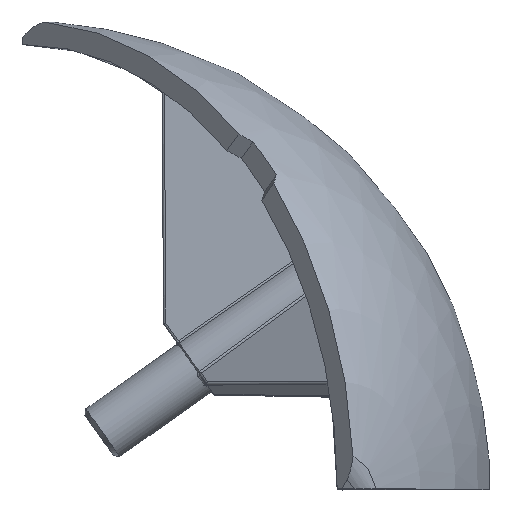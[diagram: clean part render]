
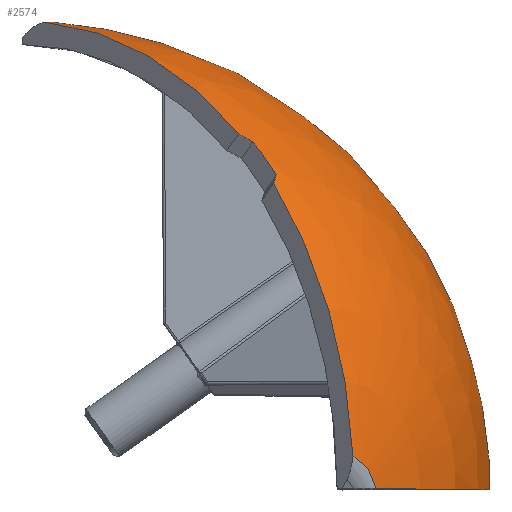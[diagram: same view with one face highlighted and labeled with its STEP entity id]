
A CAD part, top view. The second image highlights one B-rep face of the part: STEP entity #2574.
In plain terms, the highlighted spherical face has radius 40 mm.
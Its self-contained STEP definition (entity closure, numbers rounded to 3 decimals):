
#5 = CARTESIAN_POINT ( 'NONE',  ( 28.214, 2.81, -28.214 ) ) ;
#81 = CARTESIAN_POINT ( 'NONE',  ( 28.648, 2.463, 27.816 ) ) ;
#98 = CARTESIAN_POINT ( 'NONE',  ( 2.415, 39.926, 0.331 ) ) ;
#103 = VERTEX_POINT ( 'NONE', #503 ) ;
#162 = CARTESIAN_POINT ( 'NONE',  ( 0., 0., 0. ) ) ;
#171 = CARTESIAN_POINT ( 'NONE',  ( 21.444, 26.083, 21.444 ) ) ;
#172 = CARTESIAN_POINT ( 'NONE',  ( 30.202, 0., -26.227 ) ) ;
#199 = DIRECTION ( 'NONE',  ( -0.146, -0.5, 0.854 ) ) ;
#228 = ORIENTED_EDGE ( 'NONE', *, *, #1248, .F. ) ;
#230 = B_SPLINE_CURVE_WITH_KNOTS ( 'NONE', 3,
 ( #622, #885, #3248, #1706, #98, #1990, #361 ),
 .UNSPECIFIED., .F., .F.,
 ( 4, 1, 2, 4 ),
 ( 0.013, 0.014, 0.015, 0.015 ),
 .UNSPECIFIED. ) ;
#234 = AXIS2_PLACEMENT_3D ( 'NONE', #2239, #2747, #2504 ) ;
#308 = CARTESIAN_POINT ( 'NONE',  ( 29.479, 1.768, -26.979 ) ) ;
#341 = CARTESIAN_POINT ( 'NONE',  ( 30.202, 0., 26.227 ) ) ;
#361 = CARTESIAN_POINT ( 'NONE',  ( 2.5, 39.922, 0. ) ) ;
#415 = DIRECTION ( 'NONE',  ( 0., 0., -1. ) ) ;
#441 = CARTESIAN_POINT ( 'NONE',  ( 29.732, 1.179, -26.741 ) ) ;
#448 = CARTESIAN_POINT ( 'NONE',  ( 29.479, 1.768, -26.979 ) ) ;
#462 = ORIENTED_EDGE ( 'NONE', *, *, #721, .F. ) ;
#503 = CARTESIAN_POINT ( 'NONE',  ( 28.214, 2.81, 28.214 ) ) ;
#532 = EDGE_CURVE ( 'NONE', #2825, #1511, #1409, .T. ) ;
#567 = ORIENTED_EDGE ( 'NONE', *, *, #678, .F. ) ;
#622 = CARTESIAN_POINT ( 'NONE',  ( 1.987, 39.901, 1.987 ) ) ;
#624 = EDGE_CURVE ( 'NONE', #3226, #103, #1203, .T. ) ;
#639 = EDGE_CURVE ( 'NONE', #675, #3226, #1745, .T. ) ;
#652 = CARTESIAN_POINT ( 'NONE',  ( 1.987, 39.901, -1.987 ) ) ;
#666 = AXIS2_PLACEMENT_3D ( 'NONE', #2971, #1377, #3206 ) ;
#670 = ORIENTED_EDGE ( 'NONE', *, *, #836, .T. ) ;
#675 = VERTEX_POINT ( 'NONE', #2289 ) ;
#678 = EDGE_CURVE ( 'NONE', #1219, #675, #774, .T. ) ;
#721 = EDGE_CURVE ( 'NONE', #2527, #1219, #2818, .T. ) ;
#731 = DIRECTION ( 'NONE',  ( -0.707, 0., 0.707 ) ) ;
#740 = EDGE_CURVE ( 'NONE', #1523, #2527, #2965, .T. ) ;
#774 = CIRCLE ( 'NONE', #1384, 40. ) ;
#831 = DIRECTION ( 'NONE',  ( 0.707, 0., -0.707 ) ) ;
#836 = EDGE_CURVE ( 'NONE', #1523, #2469, #2267, .T. ) ;
#870 = CARTESIAN_POINT ( 'NONE',  ( 29.479, 1.768, 26.979 ) ) ;
#884 = EDGE_CURVE ( 'NONE', #1471, #2469, #1743, .T. ) ;
#885 = CARTESIAN_POINT ( 'NONE',  ( 2.072, 39.913, 1.656 ) ) ;
#896 = CARTESIAN_POINT ( 'NONE',  ( 0., 0., 0. ) ) ;
#955 = ORIENTED_EDGE ( 'NONE', *, *, #740, .F. ) ;
#1029 = EDGE_CURVE ( 'NONE', #1572, #1471, #230, .T. ) ;
#1077 = EDGE_CURVE ( 'NONE', #1969, #1572, #3339, .T. ) ;
#1109 = ORIENTED_EDGE ( 'NONE', *, *, #884, .F. ) ;
#1113 = CARTESIAN_POINT ( 'NONE',  ( 1.987, 39.901, 1.987 ) ) ;
#1156 = DIRECTION ( 'NONE',  ( 0.707, 0., -0.707 ) ) ;
#1165 = DIRECTION ( 'NONE',  ( -0.707, 0., 0.707 ) ) ;
#1203 = B_SPLINE_CURVE_WITH_KNOTS ( 'NONE', 3,
 ( #870, #3222, #81, #1968 ),
 .UNSPECIFIED., .F., .F.,
 ( 4, 4 ),
 ( 0., 0.002 ),
 .UNSPECIFIED. ) ;
#1218 = CIRCLE ( 'NONE', #2279, 39.987 ) ;
#1219 = VERTEX_POINT ( 'NONE', #172 ) ;
#1248 = EDGE_CURVE ( 'NONE', #2286, #1969, #2387, .T. ) ;
#1349 = EDGE_CURVE ( 'NONE', #2286, #1511, #1218, .T. ) ;
#1377 = DIRECTION ( 'NONE',  ( -0.854, 0.5, 0.146 ) ) ;
#1383 = CARTESIAN_POINT ( 'NONE',  ( 18.444, 30.326, 18.444 ) ) ;
#1384 = AXIS2_PLACEMENT_3D ( 'NONE', #162, #2045, #415 ) ;
#1389 = CARTESIAN_POINT ( 'NONE',  ( 29.973, 0.588, 26.49 ) ) ;
#1409 = CIRCLE ( 'NONE', #666, 39.944 ) ;
#1462 = CARTESIAN_POINT ( 'NONE',  ( 29.479, 1.768, 26.979 ) ) ;
#1471 = VERTEX_POINT ( 'NONE', #2138 ) ;
#1477 = ORIENTED_EDGE ( 'NONE', *, *, #639, .F. ) ;
#1511 = VERTEX_POINT ( 'NONE', #3148 ) ;
#1515 = CARTESIAN_POINT ( 'NONE',  ( 28.214, 2.81, -28.214 ) ) ;
#1523 = VERTEX_POINT ( 'NONE', #5 ) ;
#1572 = VERTEX_POINT ( 'NONE', #1113 ) ;
#1626 = AXIS2_PLACEMENT_3D ( 'NONE', #2354, #731, #2608 ) ;
#1706 = CARTESIAN_POINT ( 'NONE',  ( 2.329, 39.927, 0.663 ) ) ;
#1743 = B_SPLINE_CURVE_WITH_KNOTS ( 'NONE', 3,
 ( #2274, #2011, #2263, #652 ),
 .UNSPECIFIED., .F., .F.,
 ( 4, 4 ),
 ( 0., 0.002 ),
 .UNSPECIFIED. ) ;
#1745 = B_SPLINE_CURVE_WITH_KNOTS ( 'NONE', 3,
 ( #341, #1389, #3039, #1462 ),
 .UNSPECIFIED., .F., .F.,
 ( 4, 4 ),
 ( 0.003, 0.005 ),
 .UNSPECIFIED. ) ;
#1788 = CARTESIAN_POINT ( 'NONE',  ( 19.676, 29.654, 18.262 ) ) ;
#1789 = CARTESIAN_POINT ( 'NONE',  ( 28.648, 2.463, -27.816 ) ) ;
#1805 = CARTESIAN_POINT ( 'NONE',  ( 0.311, 1.061, -1.811 ) ) ;
#1968 = CARTESIAN_POINT ( 'NONE',  ( 28.214, 2.81, 28.214 ) ) ;
#1969 = VERTEX_POINT ( 'NONE', #1383 ) ;
#1990 = CARTESIAN_POINT ( 'NONE',  ( 2.458, 39.924, 0.164 ) ) ;
#2011 = CARTESIAN_POINT ( 'NONE',  ( 2.329, 39.932, -0.662 ) ) ;
#2032 = ORIENTED_EDGE ( 'NONE', *, *, #2280, .F. ) ;
#2042 = ORIENTED_EDGE ( 'NONE', *, *, #1349, .T. ) ;
#2045 = DIRECTION ( 'NONE',  ( 0., -1., 0. ) ) ;
#2070 = CARTESIAN_POINT ( 'NONE',  ( 29.973, 0.588, -26.49 ) ) ;
#2078 = CARTESIAN_POINT ( 'NONE',  ( 29.07, 2.115, -27.403 ) ) ;
#2085 = DIRECTION ( 'NONE',  ( 0., 0.863, 0.505 ) ) ;
#2129 = ORIENTED_EDGE ( 'NONE', *, *, #1029, .F. ) ;
#2138 = CARTESIAN_POINT ( 'NONE',  ( 2.5, 39.922, 0. ) ) ;
#2195 = CARTESIAN_POINT ( 'NONE',  ( 1.987, 39.901, -1.987 ) ) ;
#2210 = ORIENTED_EDGE ( 'NONE', *, *, #1077, .F. ) ;
#2239 = CARTESIAN_POINT ( 'NONE',  ( 0., 0., 0. ) ) ;
#2263 = CARTESIAN_POINT ( 'NONE',  ( 2.157, 39.926, -1.325 ) ) ;
#2267 = CIRCLE ( 'NONE', #3135, 40. ) ;
#2274 = CARTESIAN_POINT ( 'NONE',  ( 2.5, 39.922, 0. ) ) ;
#2279 = AXIS2_PLACEMENT_3D ( 'NONE', #2463, #831, #2722 ) ;
#2280 = EDGE_CURVE ( 'NONE', #103, #2825, #3151, .T. ) ;
#2286 = VERTEX_POINT ( 'NONE', #1788 ) ;
#2289 = CARTESIAN_POINT ( 'NONE',  ( 30.202, 0., 26.227 ) ) ;
#2331 = CARTESIAN_POINT ( 'NONE',  ( 30.202, 0., -26.227 ) ) ;
#2354 = CARTESIAN_POINT ( 'NONE',  ( 0., 0., 0. ) ) ;
#2371 = ORIENTED_EDGE ( 'NONE', *, *, #624, .F. ) ;
#2387 = CIRCLE ( 'NONE', #2522, 39.944 ) ;
#2463 = CARTESIAN_POINT ( 'NONE',  ( 0.707, 0., -0.707 ) ) ;
#2469 = VERTEX_POINT ( 'NONE', #2195 ) ;
#2504 = DIRECTION ( 'NONE',  ( 0.707, 0., -0.707 ) ) ;
#2522 = AXIS2_PLACEMENT_3D ( 'NONE', #1805, #199, #2085 ) ;
#2527 = VERTEX_POINT ( 'NONE', #308 ) ;
#2541 = FACE_OUTER_BOUND ( 'NONE', #2948, .T. ) ;
#2570 = CARTESIAN_POINT ( 'NONE',  ( 29.479, 1.768, 26.979 ) ) ;
#2574 = ADVANCED_FACE ( 'NONE', ( #2541 ), #3189, .T. ) ;
#2608 = DIRECTION ( 'NONE',  ( 0.707, 0., 0.707 ) ) ;
#2722 = DIRECTION ( 'NONE',  ( 0.707, 0., 0.707 ) ) ;
#2747 = DIRECTION ( 'NONE',  ( 0.707, 0., 0.707 ) ) ;
#2760 = AXIS2_PLACEMENT_3D ( 'NONE', #2779, #1165, #3024 ) ;
#2768 = DIRECTION ( 'NONE',  ( 0.707, 0., 0.707 ) ) ;
#2779 = CARTESIAN_POINT ( 'NONE',  ( 0., 0., 0. ) ) ;
#2818 = B_SPLINE_CURVE_WITH_KNOTS ( 'NONE', 3,
 ( #2832, #441, #2070, #2331 ),
 .UNSPECIFIED., .F., .F.,
 ( 4, 4 ),
 ( 0., 0.002 ),
 .UNSPECIFIED. ) ;
#2825 = VERTEX_POINT ( 'NONE', #171 ) ;
#2832 = CARTESIAN_POINT ( 'NONE',  ( 29.479, 1.768, -26.979 ) ) ;
#2948 = EDGE_LOOP ( 'NONE', ( #3043, #2032, #2371, #1477, #567, #462, #955, #670, #1109, #2129, #2210, #228, #2042 ) ) ;
#2965 = B_SPLINE_CURVE_WITH_KNOTS ( 'NONE', 3,
 ( #1515, #1789, #2078, #448 ),
 .UNSPECIFIED., .F., .F.,
 ( 4, 4 ),
 ( 0.003, 0.005 ),
 .UNSPECIFIED. ) ;
#2971 = CARTESIAN_POINT ( 'NONE',  ( 1.811, -1.061, -0.311 ) ) ;
#3024 = DIRECTION ( 'NONE',  ( 0.707, 0., 0.707 ) ) ;
#3039 = CARTESIAN_POINT ( 'NONE',  ( 29.732, 1.179, 26.741 ) ) ;
#3043 = ORIENTED_EDGE ( 'NONE', *, *, #532, .F. ) ;
#3135 = AXIS2_PLACEMENT_3D ( 'NONE', #896, #2768, #1156 ) ;
#3148 = CARTESIAN_POINT ( 'NONE',  ( 21.676, 26.826, 20.262 ) ) ;
#3151 = CIRCLE ( 'NONE', #1626, 40. ) ;
#3189 = SPHERICAL_SURFACE ( 'NONE', #234, 40. ) ;
#3206 = DIRECTION ( 'NONE',  ( 0.505, 0.863, 0. ) ) ;
#3222 = CARTESIAN_POINT ( 'NONE',  ( 29.07, 2.115, 27.403 ) ) ;
#3226 = VERTEX_POINT ( 'NONE', #2570 ) ;
#3248 = CARTESIAN_POINT ( 'NONE',  ( 2.201, 39.925, 1.16 ) ) ;
#3339 = CIRCLE ( 'NONE', #2760, 40. ) ;
